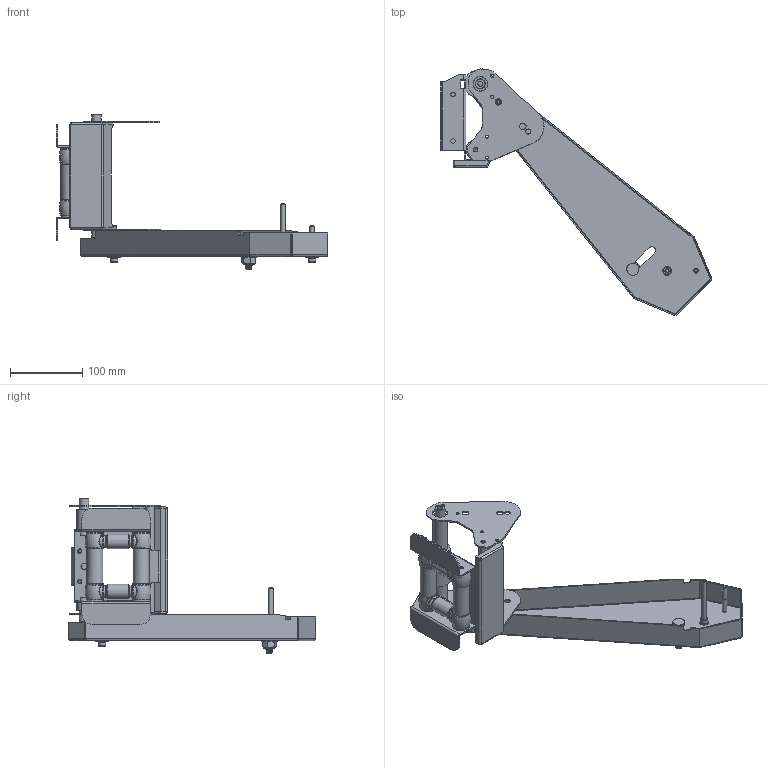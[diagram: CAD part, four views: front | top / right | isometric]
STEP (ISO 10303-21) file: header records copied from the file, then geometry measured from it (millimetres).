
FILE_DESCRIPTION(/* description */ ('Unknown'),/* implementation_level */ '2;1');
FILE_NAME(/* name */ '77-45312_ingombri',/* time_stamp */ '2020-03-13T16:21:38+01:00',/* author */ ('Unknown'),/* organization */ ('Unknown'),/* preprocessor_version */ 'ST-DEVELOPER v16.7',/* originating_system */ 'DEX',/* authorisation */ $);
FILE_SCHEMA (('AUTOMOTIVE_DESIGN {1 0 10303 214 3 1 1}'));
Length unit declared in the file: millimetre
Products named in the file (17): 77-45312_ingombri; B702; B3307_ingombri; M1012; I119_ingombri; G1779; B3236; G1706; G1750; M249; M413; B3239; M419; B3241; M438; G1716; M340
Assembly tree (22 placements, depth 2):
  77-45312_ingombri
    B702
    B3307_ingombri
    M1012  x2
    I119_ingombri  x4
    G1779  x2
    B3236
    G1706
    G1750
    M249
    M413
    B3239
    M419  x2
    B3241
    M438
    G1716
    M340
Bounding box: 375.63 x 341.75 x 213.3 mm (x, y, z)
Volume: 469717.7 mm3; surface area: 315400.8 mm2
Topology: 22 solids, 22 shells, 965 faces, 2323 edges, 1369 vertices
Faces by surface type: plane 325, cylinder 312, bspline 128, torus 127, cone 57, sphere 16
Full cylindrical faces by diameter (mm): 4 x1, 4.2 x8, 4.917 x2, 5 x4, 6 x5, 6.1 x8, 6.2 x7, 6.3 x2, 6.4 x1, 6.5 x1, 6.8 x1, 7.1 x2, 7.6 x2, 8 x4, 8.1 x4, 8.376 x1, 8.5 x1, 9 x4, 10 x6, 10.5 x1, 12 x2, 12.1 x4, 12.2 x1, 13 x2, 14 x1, 16 x4, 17 x2, 18 x2, 20 x5, 20.1 x1
Entity records: 19434 total; most frequent: CARTESIAN_POINT 3892, DIRECTION 2797, ORIENTED_EDGE 2560, EDGE_CURVE 1280, AXIS2_PLACEMENT_3D 1064, VERTEX_POINT 858, FACE_BOUND 796, EDGE_LOOP 792
